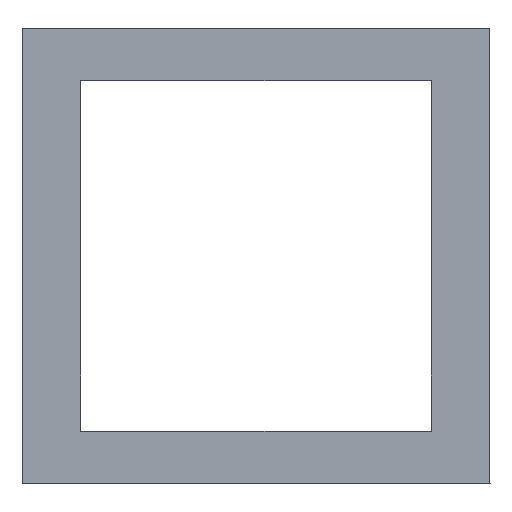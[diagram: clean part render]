
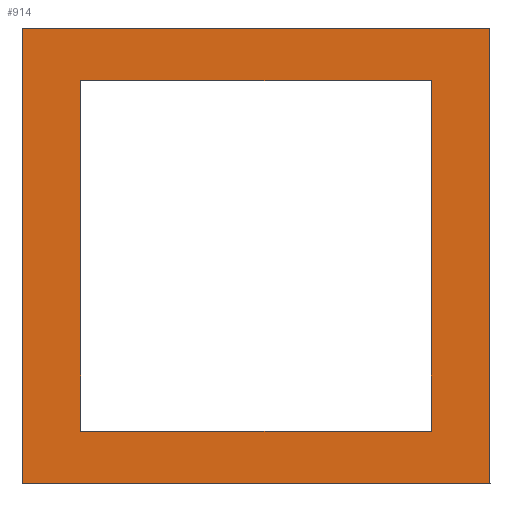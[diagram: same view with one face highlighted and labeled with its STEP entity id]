
A CAD part, top view. The second image highlights one B-rep face of the part: STEP entity #914.
In plain terms, the highlighted planar face has unit normal (0, 0, 1).
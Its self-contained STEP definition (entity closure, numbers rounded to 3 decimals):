
#15=FACE_BOUND('',#342,.T.);
#111=LINE('',#1748,#196);
#112=LINE('',#1750,#197);
#113=LINE('',#1752,#198);
#114=LINE('',#1753,#199);
#115=LINE('',#1756,#200);
#116=LINE('',#1758,#201);
#117=LINE('',#1760,#202);
#118=LINE('',#1761,#203);
#196=VECTOR('',#1074,10.);
#197=VECTOR('',#1075,10.);
#198=VECTOR('',#1076,10.);
#199=VECTOR('',#1077,10.);
#200=VECTOR('',#1078,1.);
#201=VECTOR('',#1079,1.);
#202=VECTOR('',#1080,1.);
#203=VECTOR('',#1081,1.);
#243=PLANE('',#961);
#292=FACE_OUTER_BOUND('',#341,.T.);
#341=EDGE_LOOP('',(#789,#790,#791,#792));
#342=EDGE_LOOP('',(#793,#794,#795,#796));
#454=VERTEX_POINT('',#1746);
#455=VERTEX_POINT('',#1747);
#456=VERTEX_POINT('',#1749);
#457=VERTEX_POINT('',#1751);
#458=VERTEX_POINT('',#1754);
#459=VERTEX_POINT('',#1755);
#460=VERTEX_POINT('',#1757);
#461=VERTEX_POINT('',#1759);
#577=EDGE_CURVE('',#454,#455,#111,.F.);
#578=EDGE_CURVE('',#454,#456,#112,.T.);
#579=EDGE_CURVE('',#456,#457,#113,.F.);
#580=EDGE_CURVE('',#455,#457,#114,.T.);
#581=EDGE_CURVE('',#458,#459,#115,.T.);
#582=EDGE_CURVE('',#459,#460,#116,.T.);
#583=EDGE_CURVE('',#461,#460,#117,.T.);
#584=EDGE_CURVE('',#458,#461,#118,.T.);
#789=ORIENTED_EDGE('',*,*,#577,.F.);
#790=ORIENTED_EDGE('',*,*,#578,.T.);
#791=ORIENTED_EDGE('',*,*,#579,.T.);
#792=ORIENTED_EDGE('',*,*,#580,.F.);
#793=ORIENTED_EDGE('',*,*,#581,.T.);
#794=ORIENTED_EDGE('',*,*,#582,.T.);
#795=ORIENTED_EDGE('',*,*,#583,.F.);
#796=ORIENTED_EDGE('',*,*,#584,.F.);
#914=ADVANCED_FACE('',(#292,#15),#243,.T.);
#961=AXIS2_PLACEMENT_3D('',#1745,#1072,#1073);
#1072=DIRECTION('center_axis',(0.,0.,1.));
#1073=DIRECTION('ref_axis',(1.,0.,0.));
#1074=DIRECTION('',(0.,-1.,0.));
#1075=DIRECTION('',(1.,0.,0.));
#1076=DIRECTION('',(0.,-1.,0.));
#1077=DIRECTION('',(1.,0.,0.));
#1078=DIRECTION('',(-1.,0.,0.));
#1079=DIRECTION('',(0.,1.,0.));
#1080=DIRECTION('',(-1.,0.,0.));
#1081=DIRECTION('',(0.,1.,0.));
#1745=CARTESIAN_POINT('Origin',(-9.,-9.,0.));
#1746=CARTESIAN_POINT('',(-9.25,-9.,0.));
#1747=CARTESIAN_POINT('',(-9.25,9.,0.));
#1748=CARTESIAN_POINT('',(-9.25,-9.,0.));
#1749=CARTESIAN_POINT('',(9.25,-9.,0.));
#1750=CARTESIAN_POINT('',(-9.,-9.,0.));
#1751=CARTESIAN_POINT('',(9.25,9.,0.));
#1752=CARTESIAN_POINT('',(9.25,-9.,0.));
#1753=CARTESIAN_POINT('',(-9.,9.,0.));
#1754=CARTESIAN_POINT('',(6.925,-6.925,0.));
#1755=CARTESIAN_POINT('',(-6.925,-6.925,0.));
#1756=CARTESIAN_POINT('',(-7.963,-6.925,0.));
#1757=CARTESIAN_POINT('',(-6.925,6.925,0.));
#1758=CARTESIAN_POINT('',(-6.925,-7.963,0.));
#1759=CARTESIAN_POINT('',(6.925,6.925,0.));
#1760=CARTESIAN_POINT('',(-7.963,6.925,0.));
#1761=CARTESIAN_POINT('',(6.925,-7.963,0.));
